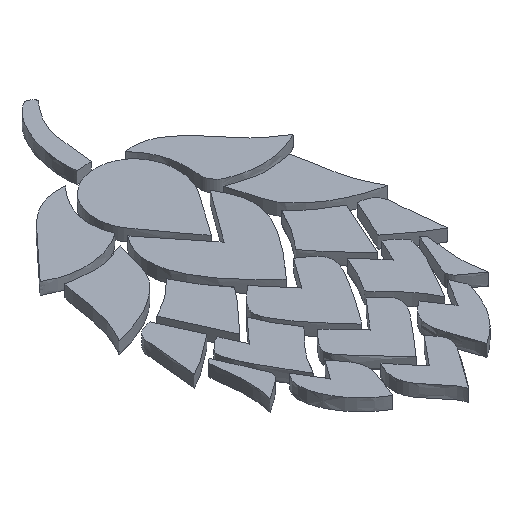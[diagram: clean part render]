
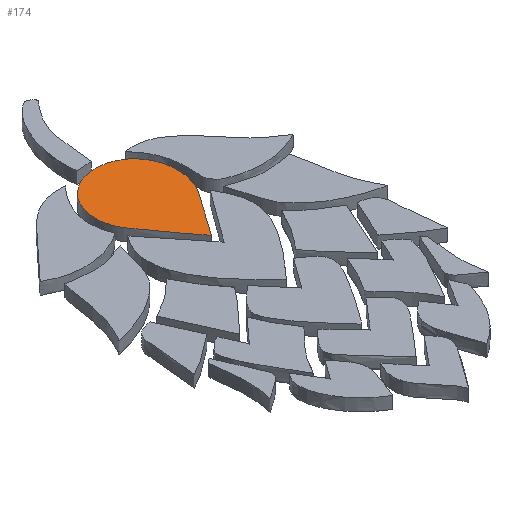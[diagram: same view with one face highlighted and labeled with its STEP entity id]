
A CAD part, isometric view. The second image highlights one B-rep face of the part: STEP entity #174.
In plain terms, the highlighted planar face has unit normal (0, 0, 1).
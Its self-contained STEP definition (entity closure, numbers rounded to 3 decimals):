
#24 = VERTEX_POINT('',#25);
#25 = CARTESIAN_POINT('',(-2.745,25.75,1.));
#32 = SURFACE_OF_LINEAR_EXTRUSION('',#33,#50);
#33 = B_SPLINE_CURVE_WITH_KNOTS('',3,(#34,#35,#36,#37,#38,#39,#40,#41,
    #42,#43,#44,#45,#46,#47,#48,#49),.UNSPECIFIED.,.T.,.F.,(4,3,3,3,3,4)
  ,(0.,1.,2.,3.,4.,5.),.PIECEWISE_BEZIER_KNOTS.);
#34 = CARTESIAN_POINT('',(-2.745,25.75,0.));
#35 = CARTESIAN_POINT('',(-1.888,24.348,0.));
#36 = CARTESIAN_POINT('',(-0.801,23.087,0.));
#37 = CARTESIAN_POINT('',(0.324,21.577,0.));
#38 = CARTESIAN_POINT('',(1.339,23.023,0.));
#39 = CARTESIAN_POINT('',(2.293,24.201,0.));
#40 = CARTESIAN_POINT('',(3.044,25.497,0.));
#41 = CARTESIAN_POINT('',(4.09,27.302,0.));
#42 = CARTESIAN_POINT('',(3.619,29.662,0.));
#43 = CARTESIAN_POINT('',(2.171,30.61,0.));
#44 = CARTESIAN_POINT('',(0.828,31.489,0.));
#45 = CARTESIAN_POINT('',(-0.9,31.316,0.));
#46 = CARTESIAN_POINT('',(-2.153,30.177,0.));
#47 = CARTESIAN_POINT('',(-3.286,29.147,0.));
#48 = CARTESIAN_POINT('',(-3.643,27.219,0.));
#49 = CARTESIAN_POINT('',(-2.745,25.75,0.));
#50 = VECTOR('',#51,1.);
#51 = DIRECTION('',(-0.,-0.,-1.));
#66 = EDGE_CURVE('',#24,#24,#67,.T.);
#67 = SURFACE_CURVE('',#68,(#85,#92),.PCURVE_S1.);
#68 = B_SPLINE_CURVE_WITH_KNOTS('',3,(#69,#70,#71,#72,#73,#74,#75,#76,
    #77,#78,#79,#80,#81,#82,#83,#84),.UNSPECIFIED.,.T.,.F.,(4,3,3,3,3,4)
  ,(0.,1.,2.,3.,4.,5.),.PIECEWISE_BEZIER_KNOTS.);
#69 = CARTESIAN_POINT('',(-2.745,25.75,1.));
#70 = CARTESIAN_POINT('',(-1.888,24.348,1.));
#71 = CARTESIAN_POINT('',(-0.801,23.087,1.));
#72 = CARTESIAN_POINT('',(0.324,21.577,1.));
#73 = CARTESIAN_POINT('',(1.339,23.023,1.));
#74 = CARTESIAN_POINT('',(2.293,24.201,1.));
#75 = CARTESIAN_POINT('',(3.044,25.497,1.));
#76 = CARTESIAN_POINT('',(4.09,27.302,1.));
#77 = CARTESIAN_POINT('',(3.619,29.662,1.));
#78 = CARTESIAN_POINT('',(2.171,30.61,1.));
#79 = CARTESIAN_POINT('',(0.828,31.489,1.));
#80 = CARTESIAN_POINT('',(-0.9,31.316,1.));
#81 = CARTESIAN_POINT('',(-2.153,30.177,1.));
#82 = CARTESIAN_POINT('',(-3.286,29.147,1.));
#83 = CARTESIAN_POINT('',(-3.643,27.219,1.));
#84 = CARTESIAN_POINT('',(-2.745,25.75,1.));
#85 = PCURVE('',#32,#86);
#86 = DEFINITIONAL_REPRESENTATION('',(#87),#91);
#87 = LINE('',#88,#89);
#88 = CARTESIAN_POINT('',(0.,-1.));
#89 = VECTOR('',#90,1.);
#90 = DIRECTION('',(1.,0.));
#91 = ( GEOMETRIC_REPRESENTATION_CONTEXT(2) 
PARAMETRIC_REPRESENTATION_CONTEXT() REPRESENTATION_CONTEXT('2D SPACE',''
  ) );
#92 = PCURVE('',#93,#98);
#93 = PLANE('',#94);
#94 = AXIS2_PLACEMENT_3D('',#95,#96,#97);
#95 = CARTESIAN_POINT('',(0.222,26.811,1.));
#96 = DIRECTION('',(0.,0.,1.));
#97 = DIRECTION('',(1.,0.,0.));
#98 = DEFINITIONAL_REPRESENTATION('',(#99),#116);
#99 = B_SPLINE_CURVE_WITH_KNOTS('',3,(#100,#101,#102,#103,#104,#105,#106
    ,#107,#108,#109,#110,#111,#112,#113,#114,#115),.UNSPECIFIED.,.T.,.F.
  ,(4,3,3,3,3,4),(0.,1.,2.,3.,4.,5.),.PIECEWISE_BEZIER_KNOTS.);
#100 = CARTESIAN_POINT('',(-2.967,-1.061));
#101 = CARTESIAN_POINT('',(-2.11,-2.463));
#102 = CARTESIAN_POINT('',(-1.023,-3.725));
#103 = CARTESIAN_POINT('',(0.102,-5.234));
#104 = CARTESIAN_POINT('',(1.117,-3.788));
#105 = CARTESIAN_POINT('',(2.072,-2.61));
#106 = CARTESIAN_POINT('',(2.823,-1.314));
#107 = CARTESIAN_POINT('',(3.869,0.49));
#108 = CARTESIAN_POINT('',(3.397,2.851));
#109 = CARTESIAN_POINT('',(1.95,3.798));
#110 = CARTESIAN_POINT('',(0.607,4.677));
#111 = CARTESIAN_POINT('',(-1.121,4.504));
#112 = CARTESIAN_POINT('',(-2.374,3.366));
#113 = CARTESIAN_POINT('',(-3.508,2.336));
#114 = CARTESIAN_POINT('',(-3.865,0.408));
#115 = CARTESIAN_POINT('',(-2.967,-1.061));
#116 = ( GEOMETRIC_REPRESENTATION_CONTEXT(2) 
PARAMETRIC_REPRESENTATION_CONTEXT() REPRESENTATION_CONTEXT('2D SPACE',''
  ) );
#174 = ADVANCED_FACE('',(#175),#93,.T.);
#175 = FACE_BOUND('',#176,.T.);
#176 = EDGE_LOOP('',(#177));
#177 = ORIENTED_EDGE('',*,*,#66,.T.);
